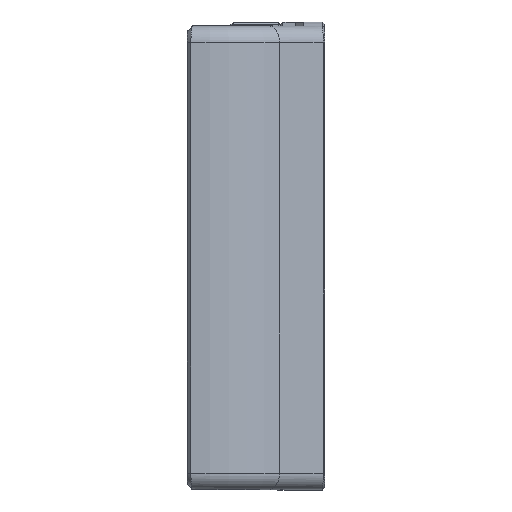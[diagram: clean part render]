
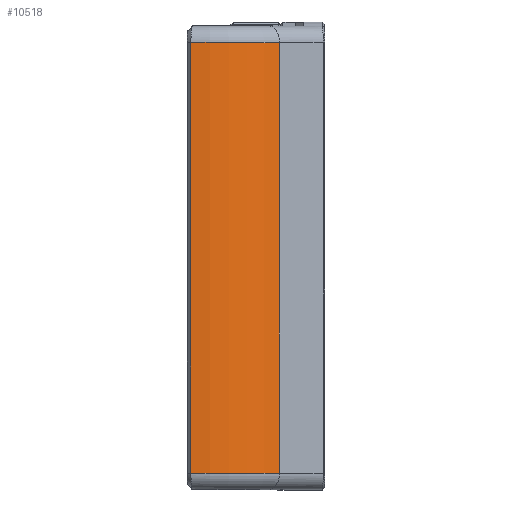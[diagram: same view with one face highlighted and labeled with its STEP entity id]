
A CAD part, top view. The second image highlights one B-rep face of the part: STEP entity #10518.
In plain terms, the highlighted cylindrical face has radius 22.996 mm (diameter 45.992 mm), a partial arc.
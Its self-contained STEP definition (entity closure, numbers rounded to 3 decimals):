
#967=FACE_OUTER_BOUND('',#1621,.T.);
#1621=EDGE_LOOP('',(#8662,#8663,#8664,#8665));
#2305=LINE('',#17971,#3069);
#2322=LINE('',#18236,#3086);
#3069=VECTOR('',#14264,10.);
#3086=VECTOR('',#14299,10.);
#3922=CIRCLE('',#11677,22.996);
#3925=CIRCLE('',#11681,22.996);
#4763=VERTEX_POINT('',#17964);
#4766=VERTEX_POINT('',#17969);
#4787=VERTEX_POINT('',#18228);
#4789=VERTEX_POINT('',#18234);
#6085=EDGE_CURVE('',#4766,#4763,#2305,.T.);
#6118=EDGE_CURVE('',#4763,#4787,#3922,.T.);
#6121=EDGE_CURVE('',#4789,#4766,#3925,.T.);
#6122=EDGE_CURVE('',#4789,#4787,#2322,.T.);
#8662=ORIENTED_EDGE('',*,*,#6085,.F.);
#8663=ORIENTED_EDGE('',*,*,#6121,.F.);
#8664=ORIENTED_EDGE('',*,*,#6122,.T.);
#8665=ORIENTED_EDGE('',*,*,#6118,.F.);
#10073=CYLINDRICAL_SURFACE('',#11680,22.996);
#10518=ADVANCED_FACE('',(#967),#10073,.T.);
#11677=AXIS2_PLACEMENT_3D('',#18229,#14289,#14290);
#11680=AXIS2_PLACEMENT_3D('',#18233,#14295,#14296);
#11681=AXIS2_PLACEMENT_3D('',#18235,#14297,#14298);
#14264=DIRECTION('',(0.,1.,0.));
#14289=DIRECTION('center_axis',(0.,1.,0.));
#14290=DIRECTION('ref_axis',(0.301,0.,0.954));
#14295=DIRECTION('center_axis',(0.,1.,0.));
#14296=DIRECTION('ref_axis',(-0.087,0.,0.996));
#14297=DIRECTION('center_axis',(0.,-1.,0.));
#14298=DIRECTION('ref_axis',(0.301,0.,0.954));
#14299=DIRECTION('',(0.,1.,0.));
#17964=CARTESIAN_POINT('',(89.648,-10.862,221.975));
#17969=CARTESIAN_POINT('',(89.648,-88.862,221.975));
#17971=CARTESIAN_POINT('',(89.648,-89.862,221.975));
#18228=CARTESIAN_POINT('',(105.686,-10.862,216.629));
#18229=CARTESIAN_POINT('Origin',(90.904,-10.862,199.013));
#18233=CARTESIAN_POINT('Origin',(90.904,-89.862,199.013));
#18234=CARTESIAN_POINT('',(105.686,-88.862,216.629));
#18235=CARTESIAN_POINT('Origin',(90.904,-88.862,199.013));
#18236=CARTESIAN_POINT('',(105.686,-89.862,216.629));
